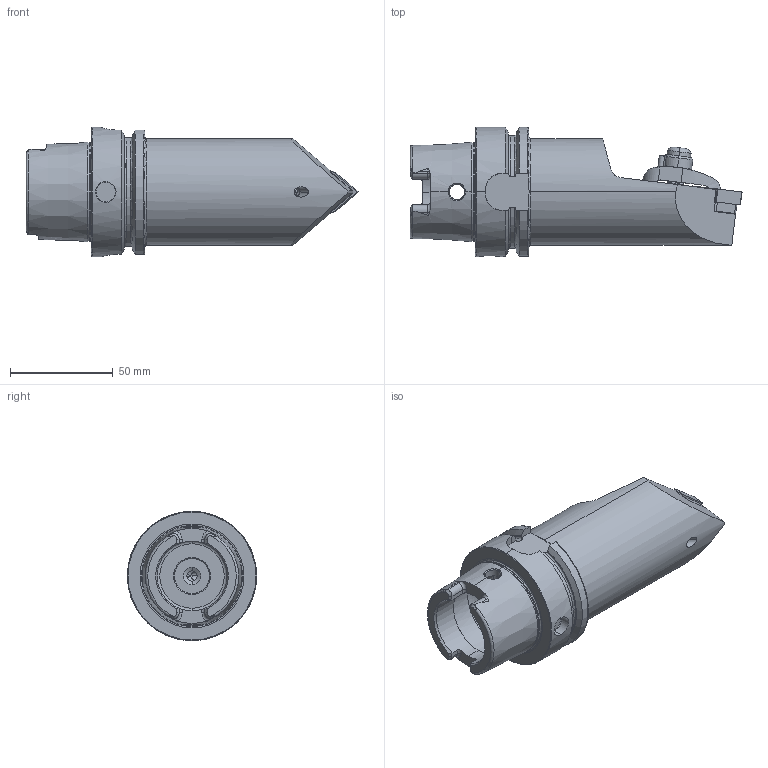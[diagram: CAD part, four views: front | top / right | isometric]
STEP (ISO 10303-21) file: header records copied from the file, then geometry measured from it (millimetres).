
FILE_DESCRIPTION (( 'STEP AP203' ), '1' );
FILE_NAME ('HA6-KCE.NMA.130.STEP', '2020-11-13T07:10:01', ( '' ), ( '' ), 'SwSTEP 2.0', 'SolidWorks 2017', '' );
FILE_SCHEMA (( 'CONFIG_CONTROL_DESIGN' ));
Length unit declared in the file: millimetre
Products named in the file (11): WCC-ER5.102.005_A; WCC-ER5.102.012_B; WCE-ER2.101.004_A; KVT_MB_600_050; HA6-KCE.NMA.130; WCC-ER3.102.029_C; HA6-KCE.NMA.130_C; WCC-ER4.103.032_A; ISO 13337 - 3 x 12_PreviewCfg; WCE-ER2.001.012_A; CNMG160604
Assembly tree (10 placements, depth 2):
  HA6-KCE.NMA.130
    HA6-KCE.NMA.130_C
    CNMG160604
    WCE-ER2.101.004_A
    WCE-ER2.001.012_A
    WCC-ER3.102.029_C
    KVT_MB_600_050
    WCC-ER4.103.032_A
    WCC-ER5.102.005_A
    WCC-ER5.102.012_B
    ISO 13337 - 3 x 12_PreviewCfg
Bounding box: 161.9 x 63 x 63 mm (x, y, z)
Volume: 230120.3 mm3; surface area: 43087 mm2
Topology: 11 solids, 11 shells, 460 faces, 1144 edges, 694 vertices
Faces by surface type: cylinder 150, plane 125, cone 109, torus 58, bspline 16, sphere 2
Entity records: 16728 total; most frequent: CARTESIAN_POINT 4887, DIRECTION 2262, ORIENTED_EDGE 2250, EDGE_CURVE 1125, AXIS2_PLACEMENT_3D 909, VERTEX_POINT 691, EDGE_LOOP 488, FACE_OUTER_BOUND 460
